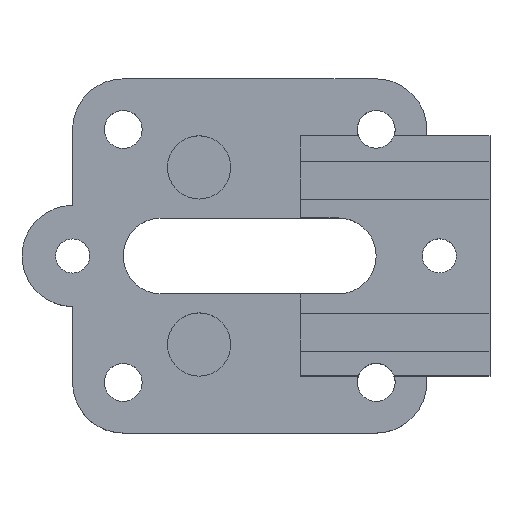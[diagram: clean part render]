
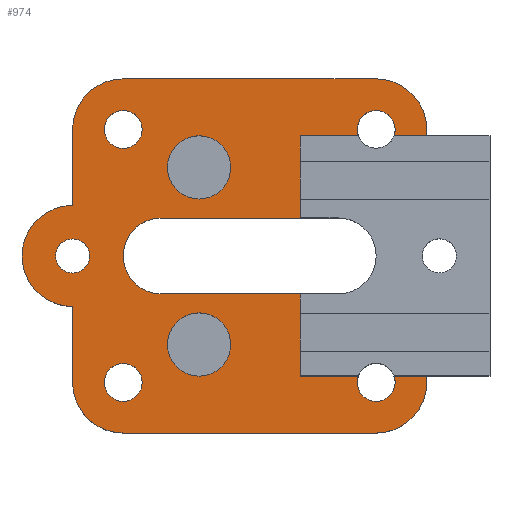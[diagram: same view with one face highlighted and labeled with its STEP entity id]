
A CAD part, top view. The second image highlights one B-rep face of the part: STEP entity #974.
In plain terms, the highlighted planar face has unit normal (0, 0, 1).
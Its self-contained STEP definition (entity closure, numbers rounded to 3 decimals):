
#259 = VERTEX_POINT('',#260);
#260 = CARTESIAN_POINT('',(-20.,42.,4.));
#266 = EDGE_CURVE('',#259,#267,#269,.T.);
#267 = VERTEX_POINT('',#268);
#268 = CARTESIAN_POINT('',(-24.,38.,4.));
#269 = CIRCLE('',#270,4.);
#270 = AXIS2_PLACEMENT_3D('',#271,#272,#273);
#271 = CARTESIAN_POINT('',(-20.,38.,4.));
#272 = DIRECTION('',(0.,0.,1.));
#273 = DIRECTION('',(1.,0.,0.));
#291 = EDGE_CURVE('',#259,#292,#294,.T.);
#292 = VERTEX_POINT('',#293);
#293 = CARTESIAN_POINT('',(0.,42.,4.));
#294 = LINE('',#295,#296);
#295 = CARTESIAN_POINT('',(-20.,42.,4.));
#296 = VECTOR('',#297,1.);
#297 = DIRECTION('',(1.,0.,0.));
#315 = EDGE_CURVE('',#267,#316,#318,.T.);
#316 = VERTEX_POINT('',#317);
#317 = CARTESIAN_POINT('',(-24.,32.,4.));
#318 = LINE('',#319,#320);
#319 = CARTESIAN_POINT('',(-24.,38.,4.));
#320 = VECTOR('',#321,1.);
#321 = DIRECTION('',(0.,-1.,0.));
#339 = VERTEX_POINT('',#340);
#340 = CARTESIAN_POINT('',(3.969,37.5,4.));
#346 = EDGE_CURVE('',#339,#292,#347,.T.);
#347 = CIRCLE('',#348,4.);
#348 = AXIS2_PLACEMENT_3D('',#349,#350,#351);
#349 = CARTESIAN_POINT('',(0.,38.,4.));
#350 = DIRECTION('',(0.,0.,1.));
#351 = DIRECTION('',(1.,0.,0.));
#364 = EDGE_CURVE('',#316,#365,#367,.T.);
#365 = VERTEX_POINT('',#366);
#366 = CARTESIAN_POINT('',(-24.,24.,4.));
#367 = CIRCLE('',#368,4.);
#368 = AXIS2_PLACEMENT_3D('',#369,#370,#371);
#369 = CARTESIAN_POINT('',(-24.,28.,4.));
#370 = DIRECTION('',(0.,0.,1.));
#371 = DIRECTION('',(1.,0.,0.));
#421 = EDGE_CURVE('',#422,#365,#424,.T.);
#422 = VERTEX_POINT('',#423);
#423 = CARTESIAN_POINT('',(-24.,18.,4.));
#424 = LINE('',#425,#426);
#425 = CARTESIAN_POINT('',(-24.,18.,4.));
#426 = VECTOR('',#427,1.);
#427 = DIRECTION('',(0.,1.,0.));
#533 = EDGE_CURVE('',#422,#534,#536,.T.);
#534 = VERTEX_POINT('',#535);
#535 = CARTESIAN_POINT('',(-20.,14.,4.));
#536 = CIRCLE('',#537,4.);
#537 = AXIS2_PLACEMENT_3D('',#538,#539,#540);
#538 = CARTESIAN_POINT('',(-20.,18.,4.));
#539 = DIRECTION('',(0.,0.,1.));
#540 = DIRECTION('',(1.,0.,0.));
#557 = VERTEX_POINT('',#558);
#558 = CARTESIAN_POINT('',(3.969,18.5,4.));
#590 = EDGE_CURVE('',#534,#591,#593,.T.);
#591 = VERTEX_POINT('',#592);
#592 = CARTESIAN_POINT('',(0.,14.,4.));
#593 = LINE('',#594,#595);
#594 = CARTESIAN_POINT('',(-20.,14.,4.));
#595 = VECTOR('',#596,1.);
#596 = DIRECTION('',(1.,0.,0.));
#614 = EDGE_CURVE('',#591,#557,#615,.T.);
#615 = CIRCLE('',#616,4.);
#616 = AXIS2_PLACEMENT_3D('',#617,#618,#619);
#617 = CARTESIAN_POINT('',(0.,18.,4.));
#618 = DIRECTION('',(0.,0.,1.));
#619 = DIRECTION('',(1.,0.,0.));
#632 = VERTEX_POINT('',#633);
#633 = CARTESIAN_POINT('',(-18.5,18.,4.));
#639 = EDGE_CURVE('',#632,#632,#640,.T.);
#640 = CIRCLE('',#641,1.5);
#641 = AXIS2_PLACEMENT_3D('',#642,#643,#644);
#642 = CARTESIAN_POINT('',(-20.,18.,4.));
#643 = DIRECTION('',(0.,0.,-1.));
#644 = DIRECTION('',(1.,0.,0.));
#657 = VERTEX_POINT('',#658);
#658 = CARTESIAN_POINT('',(1.5,18.,4.));
#664 = EDGE_CURVE('',#665,#657,#667,.T.);
#665 = VERTEX_POINT('',#666);
#666 = CARTESIAN_POINT('',(1.414,18.5,4.));
#667 = CIRCLE('',#668,1.5);
#668 = AXIS2_PLACEMENT_3D('',#669,#670,#671);
#669 = CARTESIAN_POINT('',(0.,18.,4.));
#670 = DIRECTION('',(0.,0.,-1.));
#671 = DIRECTION('',(1.,0.,0.));
#691 = VERTEX_POINT('',#692);
#692 = CARTESIAN_POINT('',(-1.414,18.5,4.));
#698 = EDGE_CURVE('',#657,#691,#699,.T.);
#699 = CIRCLE('',#700,1.5);
#700 = AXIS2_PLACEMENT_3D('',#701,#702,#703);
#701 = CARTESIAN_POINT('',(0.,18.,4.));
#702 = DIRECTION('',(0.,0.,-1.));
#703 = DIRECTION('',(1.,0.,0.));
#732 = VERTEX_POINT('',#733);
#733 = CARTESIAN_POINT('',(-6.,25.,4.));
#739 = EDGE_CURVE('',#740,#732,#742,.T.);
#740 = VERTEX_POINT('',#741);
#741 = CARTESIAN_POINT('',(-17.,25.,4.));
#742 = LINE('',#743,#744);
#743 = CARTESIAN_POINT('',(-6.87,25.,4.));
#744 = VECTOR('',#745,1.);
#745 = DIRECTION('',(1.,0.,0.));
#788 = VERTEX_POINT('',#789);
#789 = CARTESIAN_POINT('',(-17.,31.,4.));
#795 = EDGE_CURVE('',#796,#788,#798,.T.);
#796 = VERTEX_POINT('',#797);
#797 = CARTESIAN_POINT('',(-6.,31.,4.));
#798 = LINE('',#799,#800);
#799 = CARTESIAN_POINT('',(-13.87,31.,4.));
#800 = VECTOR('',#801,1.);
#801 = DIRECTION('',(-1.,0.,0.));
#828 = EDGE_CURVE('',#740,#788,#829,.T.);
#829 = CIRCLE('',#830,3.);
#830 = AXIS2_PLACEMENT_3D('',#831,#832,#833);
#831 = CARTESIAN_POINT('',(-17.,28.,4.));
#832 = DIRECTION('',(0.,0.,-1.));
#833 = DIRECTION('',(1.,0.,0.));
#846 = VERTEX_POINT('',#847);
#847 = CARTESIAN_POINT('',(-18.5,38.,4.));
#853 = EDGE_CURVE('',#846,#846,#854,.T.);
#854 = CIRCLE('',#855,1.5);
#855 = AXIS2_PLACEMENT_3D('',#856,#857,#858);
#856 = CARTESIAN_POINT('',(-20.,38.,4.));
#857 = DIRECTION('',(0.,0.,-1.));
#858 = DIRECTION('',(1.,0.,0.));
#871 = VERTEX_POINT('',#872);
#872 = CARTESIAN_POINT('',(1.5,38.,4.));
#878 = EDGE_CURVE('',#879,#871,#881,.T.);
#879 = VERTEX_POINT('',#880);
#880 = CARTESIAN_POINT('',(-1.414,37.5,4.));
#881 = CIRCLE('',#882,1.5);
#882 = AXIS2_PLACEMENT_3D('',#883,#884,#885);
#883 = CARTESIAN_POINT('',(0.,38.,4.));
#884 = DIRECTION('',(0.,0.,-1.));
#885 = DIRECTION('',(1.,0.,0.));
#905 = VERTEX_POINT('',#906);
#906 = CARTESIAN_POINT('',(1.414,37.5,4.));
#912 = EDGE_CURVE('',#871,#905,#913,.T.);
#913 = CIRCLE('',#914,1.5);
#914 = AXIS2_PLACEMENT_3D('',#915,#916,#917);
#915 = CARTESIAN_POINT('',(0.,38.,4.));
#916 = DIRECTION('',(0.,0.,-1.));
#917 = DIRECTION('',(1.,0.,0.));
#954 = VERTEX_POINT('',#955);
#955 = CARTESIAN_POINT('',(-22.65,28.,4.));
#963 = EDGE_CURVE('',#954,#954,#964,.T.);
#964 = CIRCLE('',#965,1.35);
#965 = AXIS2_PLACEMENT_3D('',#966,#967,#968);
#966 = CARTESIAN_POINT('',(-24.,28.,4.));
#967 = DIRECTION('',(0.,0.,-1.));
#968 = DIRECTION('',(1.,0.,0.));
#974 = ADVANCED_FACE('',(#975,#1033,#1044,#1055,#1058,#1061),#1064,.T.);
#975 = FACE_BOUND('',#976,.T.);
#976 = EDGE_LOOP('',(#977,#983,#984,#985,#986,#987,#988,#989,#990,#991,
    #992,#998,#999,#1000,#1008,#1014,#1015,#1016,#1017,#1025,#1031,#1032
    ));
#977 = ORIENTED_EDGE('',*,*,#978,.F.);
#978 = EDGE_CURVE('',#339,#905,#979,.T.);
#979 = LINE('',#980,#981);
#980 = CARTESIAN_POINT('',(3.969,37.5,4.));
#981 = VECTOR('',#982,1.);
#982 = DIRECTION('',(-1.,0.,0.));
#983 = ORIENTED_EDGE('',*,*,#346,.T.);
#984 = ORIENTED_EDGE('',*,*,#291,.F.);
#985 = ORIENTED_EDGE('',*,*,#266,.T.);
#986 = ORIENTED_EDGE('',*,*,#315,.T.);
#987 = ORIENTED_EDGE('',*,*,#364,.T.);
#988 = ORIENTED_EDGE('',*,*,#421,.F.);
#989 = ORIENTED_EDGE('',*,*,#533,.T.);
#990 = ORIENTED_EDGE('',*,*,#590,.T.);
#991 = ORIENTED_EDGE('',*,*,#614,.T.);
#992 = ORIENTED_EDGE('',*,*,#993,.F.);
#993 = EDGE_CURVE('',#665,#557,#994,.T.);
#994 = LINE('',#995,#996);
#995 = CARTESIAN_POINT('',(-6.,18.5,4.));
#996 = VECTOR('',#997,1.);
#997 = DIRECTION('',(1.,0.,0.));
#998 = ORIENTED_EDGE('',*,*,#664,.T.);
#999 = ORIENTED_EDGE('',*,*,#698,.T.);
#1000 = ORIENTED_EDGE('',*,*,#1001,.F.);
#1001 = EDGE_CURVE('',#1002,#691,#1004,.T.);
#1002 = VERTEX_POINT('',#1003);
#1003 = CARTESIAN_POINT('',(-6.,18.5,4.));
#1004 = LINE('',#1005,#1006);
#1005 = CARTESIAN_POINT('',(-6.,18.5,4.));
#1006 = VECTOR('',#1007,1.);
#1007 = DIRECTION('',(1.,0.,0.));
#1008 = ORIENTED_EDGE('',*,*,#1009,.F.);
#1009 = EDGE_CURVE('',#732,#1002,#1010,.T.);
#1010 = LINE('',#1011,#1012);
#1011 = CARTESIAN_POINT('',(-6.,37.5,4.));
#1012 = VECTOR('',#1013,1.);
#1013 = DIRECTION('',(0.,-1.,0.));
#1014 = ORIENTED_EDGE('',*,*,#739,.F.);
#1015 = ORIENTED_EDGE('',*,*,#828,.T.);
#1016 = ORIENTED_EDGE('',*,*,#795,.F.);
#1017 = ORIENTED_EDGE('',*,*,#1018,.F.);
#1018 = EDGE_CURVE('',#1019,#796,#1021,.T.);
#1019 = VERTEX_POINT('',#1020);
#1020 = CARTESIAN_POINT('',(-6.,37.5,4.));
#1021 = LINE('',#1022,#1023);
#1022 = CARTESIAN_POINT('',(-6.,37.5,4.));
#1023 = VECTOR('',#1024,1.);
#1024 = DIRECTION('',(0.,-1.,0.));
#1025 = ORIENTED_EDGE('',*,*,#1026,.F.);
#1026 = EDGE_CURVE('',#879,#1019,#1027,.T.);
#1027 = LINE('',#1028,#1029);
#1028 = CARTESIAN_POINT('',(3.969,37.5,4.));
#1029 = VECTOR('',#1030,1.);
#1030 = DIRECTION('',(-1.,0.,0.));
#1031 = ORIENTED_EDGE('',*,*,#878,.T.);
#1032 = ORIENTED_EDGE('',*,*,#912,.T.);
#1033 = FACE_BOUND('',#1034,.T.);
#1034 = EDGE_LOOP('',(#1035));
#1035 = ORIENTED_EDGE('',*,*,#1036,.F.);
#1036 = EDGE_CURVE('',#1037,#1037,#1039,.T.);
#1037 = VERTEX_POINT('',#1038);
#1038 = CARTESIAN_POINT('',(-11.5,21.,4.));
#1039 = CIRCLE('',#1040,2.5);
#1040 = AXIS2_PLACEMENT_3D('',#1041,#1042,#1043);
#1041 = CARTESIAN_POINT('',(-14.,21.,4.));
#1042 = DIRECTION('',(0.,0.,1.));
#1043 = DIRECTION('',(1.,0.,0.));
#1044 = FACE_BOUND('',#1045,.T.);
#1045 = EDGE_LOOP('',(#1046));
#1046 = ORIENTED_EDGE('',*,*,#1047,.F.);
#1047 = EDGE_CURVE('',#1048,#1048,#1050,.T.);
#1048 = VERTEX_POINT('',#1049);
#1049 = CARTESIAN_POINT('',(-11.5,35.,4.));
#1050 = CIRCLE('',#1051,2.5);
#1051 = AXIS2_PLACEMENT_3D('',#1052,#1053,#1054);
#1052 = CARTESIAN_POINT('',(-14.,35.,4.));
#1053 = DIRECTION('',(0.,0.,1.));
#1054 = DIRECTION('',(1.,0.,0.));
#1055 = FACE_BOUND('',#1056,.T.);
#1056 = EDGE_LOOP('',(#1057));
#1057 = ORIENTED_EDGE('',*,*,#639,.T.);
#1058 = FACE_BOUND('',#1059,.T.);
#1059 = EDGE_LOOP('',(#1060));
#1060 = ORIENTED_EDGE('',*,*,#853,.T.);
#1061 = FACE_BOUND('',#1062,.T.);
#1062 = EDGE_LOOP('',(#1063));
#1063 = ORIENTED_EDGE('',*,*,#963,.T.);
#1064 = PLANE('',#1065);
#1065 = AXIS2_PLACEMENT_3D('',#1066,#1067,#1068);
#1066 = CARTESIAN_POINT('',(-10.74,28.,4.));
#1067 = DIRECTION('',(0.,0.,1.));
#1068 = DIRECTION('',(0.,1.,0.));
